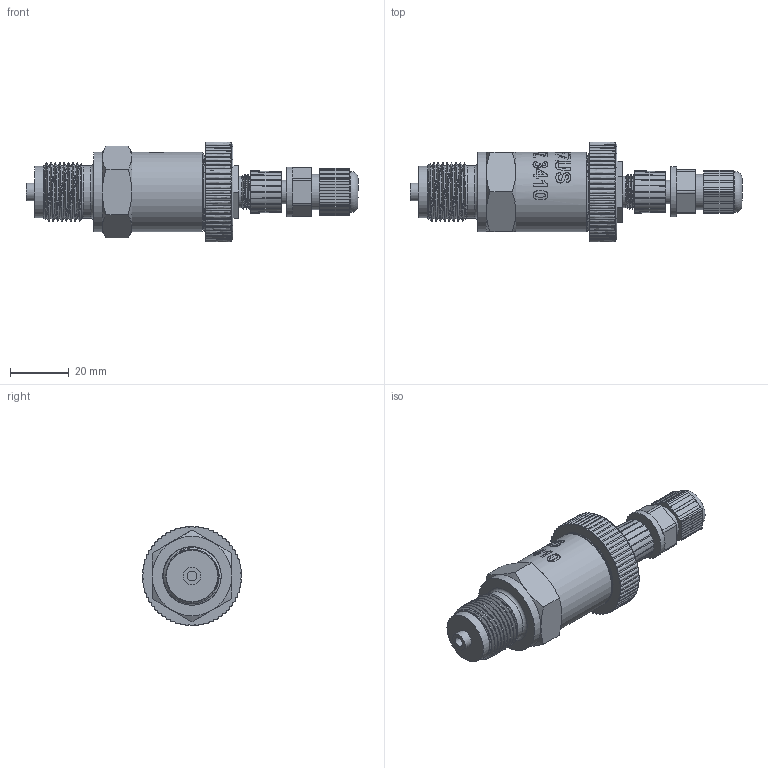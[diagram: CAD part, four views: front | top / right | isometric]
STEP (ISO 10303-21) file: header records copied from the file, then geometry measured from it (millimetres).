
FILE_DESCRIPTION(/* description */ (''),/* implementation_level */ '2;1');
FILE_NAME(/* name */ 'APZ3410_2_M12x1-straight.step',/* time_stamp */ '2021-06-17T12:45:56+03:00',/* author */ (''),/* organization */ (''),/* preprocessor_version */ 'ST-DEVELOPER v18.1',/* originating_system */ 'Autodesk Translation Framework v10.9.0.1377',/* authorisation */ '');
FILE_SCHEMA (('AUTOMOTIVE_DESIGN { 1 0 10303 214 3 1 1 }'));
Products named in the file (6): APZ3410_x_y; OMAL nut M27x1.5 v8; M12x1 male v16; Ш100.000.002 v4; M12x1 female straight v9; M20x1,5 EN
Assembly tree (5 placements, depth 2):
  APZ3410_x_y
    OMAL nut M27x1.5 v8
    M12x1 male v16
    Ш100.000.002 v4
    M12x1 female straight v9
    M20x1,5 EN
Bounding box: 112.99 x 34 x 34 mm (x, y, z)
Volume: 43544.5 mm3; surface area: 18717.6 mm2
Topology: 16 solids, 16 shells, 913 faces, 2536 edges, 1697 vertices
Faces by surface type: bspline 450, plane 261, cylinder 149, cone 47, torus 6
Full cylindrical faces by diameter (mm): 1 x12, 1.5 x4, 3.3 x1, 6 x1, 7.3 x1, 8 x3, 8.2 x1, 10.293 x1, 10.6 x2, 10.741 x6, 11.884 x5, 12 x1, 14 x2, 14.137 x4, 14.526 x3, 15.85 x3, 16.203 x3, 17 x1, 17.5 x1, 17.8 x1, 18.137 x7, 19.85 x6, 21.4 x2, 22.3 x1, 24.5 x1, 25.132 x4, 25.526 x4, 26.85 x3, 27 x2, 27.208 x5
Entity records: 52181 total; most frequent: CARTESIAN_POINT 32278, ORIENTED_EDGE 5072, EDGE_CURVE 2536, DIRECTION 2494, VERTEX_POINT 1697, B_SPLINE_CURVE_WITH_KNOTS 1203, EDGE_LOOP 971, LINE 952
